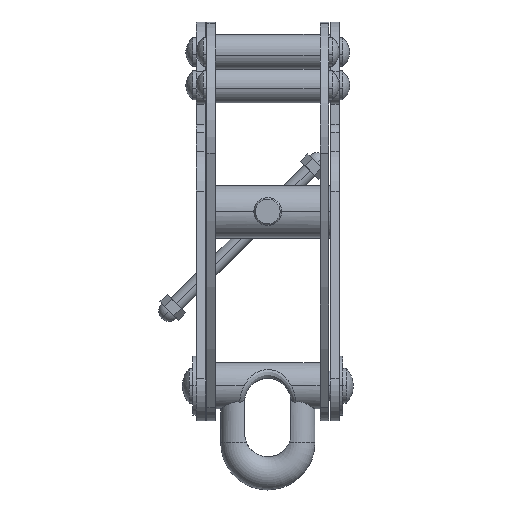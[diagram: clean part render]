
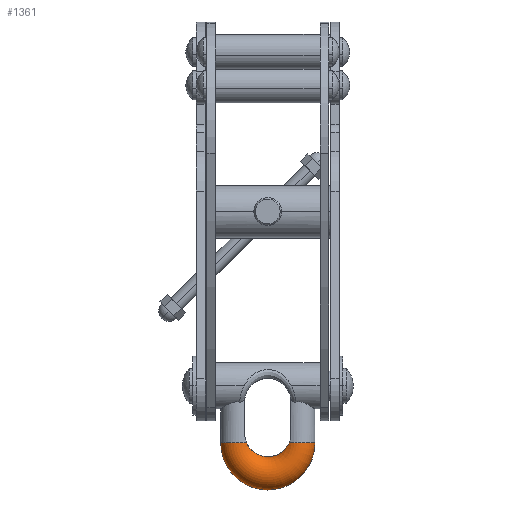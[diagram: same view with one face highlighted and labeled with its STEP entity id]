
A CAD part, top view. The second image highlights one B-rep face of the part: STEP entity #1361.
In plain terms, the highlighted toroidal (fillet/blend) face has major radius 17.5 mm and minor radius 9.5 mm.
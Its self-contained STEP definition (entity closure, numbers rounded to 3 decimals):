
#56 = CARTESIAN_POINT ( 'NONE',  ( 7.53, 38.421, 4.991 ) ) ;
#77 = CIRCLE ( 'NONE', #4708, 9.5 ) ;
#84 = CARTESIAN_POINT ( 'NONE',  ( -12.166, 32.75, 7.861 ) ) ;
#225 = VERTEX_POINT ( 'NONE', #7343 ) ;
#307 = CARTESIAN_POINT ( 'NONE',  ( -17.5, 32.75, 0. ) ) ;
#547 = VERTEX_POINT ( 'NONE', #3450 ) ;
#655 = CARTESIAN_POINT ( 'NONE',  ( -7.511, 38.434, 4.979 ) ) ;
#658 = CARTESIAN_POINT ( 'NONE',  ( 6.435, 39.087, 4.299 ) ) ;
#744 = CARTESIAN_POINT ( 'NONE',  ( 0., 32.75, 0. ) ) ;
#916 = ORIENTED_EDGE ( 'NONE', *, *, #6308, .F. ) ;
#1132 = CIRCLE ( 'NONE', #3309, 27. ) ;
#1197 = CARTESIAN_POINT ( 'NONE',  ( -0.3, 40.747, 0.206 ) ) ;
#1201 = CARTESIAN_POINT ( 'NONE',  ( 12.166, 32.75, 7.861 ) ) ;
#1231 = CARTESIAN_POINT ( 'NONE',  ( -8.789, 37.421, 5.767 ) ) ;
#1235 = CARTESIAN_POINT ( 'NONE',  ( 4.162, 40.094, 2.823 ) ) ;
#1269 = CARTESIAN_POINT ( 'NONE',  ( 9.521, 36.721, 6.213 ) ) ;
#1361 = ADVANCED_FACE ( 'NONE', ( #5008 ), #6362, .T. ) ;
#1492 = ORIENTED_EDGE ( 'NONE', *, *, #7156, .F. ) ;
#1572 = EDGE_CURVE ( 'NONE', #225, #4689, #77, .T. ) ;
#1815 = CARTESIAN_POINT ( 'NONE',  ( -0.75, 40.73, 0.514 ) ) ;
#1872 = CARTESIAN_POINT ( 'NONE',  ( -0.148, 40.75, 0.102 ) ) ;
#1878 = AXIS2_PLACEMENT_3D ( 'NONE', #5292, #5921, #3505 ) ;
#2340 = VERTEX_POINT ( 'NONE', #4029 ) ;
#2412 = CARTESIAN_POINT ( 'NONE',  ( 2.992, 40.422, 2.041 ) ) ;
#2424 = EDGE_CURVE ( 'NONE', #2340, #4689, #5636, .T. ) ;
#2464 = CARTESIAN_POINT ( 'NONE',  ( -2.383, 40.548, 1.629 ) ) ;
#2487 = CARTESIAN_POINT ( 'NONE',  ( 0., 40.75, 0. ) ) ;
#2506 = DIRECTION ( 'NONE',  ( -1., 0., 0. ) ) ;
#2845 = CARTESIAN_POINT ( 'NONE',  ( 0.75, 40.73, 0.515 ) ) ;
#2928 = CARTESIAN_POINT ( 'NONE',  ( 8.803, 37.409, 5.775 ) ) ;
#2989 = CARTESIAN_POINT ( 'NONE',  ( -11.885, 33.4, 7.671 ) ) ;
#2991 = CARTESIAN_POINT ( 'NONE',  ( 1.499, 40.668, 1.027 ) ) ;
#3035 = CARTESIAN_POINT ( 'NONE',  ( -9.745, 36.484, 6.349 ) ) ;
#3309 = AXIS2_PLACEMENT_3D ( 'NONE', #744, #5258, #3996 ) ;
#3388 = ORIENTED_EDGE ( 'NONE', *, *, #6021, .F. ) ;
#3450 = CARTESIAN_POINT ( 'NONE',  ( 27., 32.75, 0. ) ) ;
#3505 = DIRECTION ( 'NONE',  ( 0., 0., 1. ) ) ;
#3522 = CARTESIAN_POINT ( 'NONE',  ( 5.593, 39.516, 3.759 ) ) ;
#3543 = CARTESIAN_POINT ( 'NONE',  ( -5.87, 39.395, 3.939 ) ) ;
#3545 = CARTESIAN_POINT ( 'NONE',  ( 9.046, 37.187, 5.924 ) ) ;
#3557 = CARTESIAN_POINT ( 'NONE',  ( 0., 32.75, 0. ) ) ;
#3565 = CARTESIAN_POINT ( 'NONE',  ( -9.036, 37.197, 5.918 ) ) ;
#3566 = CARTESIAN_POINT ( 'NONE',  ( 1.2, 40.699, 0.822 ) ) ;
#3620 = CARTESIAN_POINT ( 'NONE',  ( -4.719, 39.897, 3.191 ) ) ;
#3679 = CARTESIAN_POINT ( 'NONE',  ( 12.166, 32.75, 7.861 ) ) ;
#3996 = DIRECTION ( 'NONE',  ( -1., 0., 0. ) ) ;
#3997 = ORIENTED_EDGE ( 'NONE', *, *, #1572, .T. ) ;
#4029 = CARTESIAN_POINT ( 'NONE',  ( 0., 40.75, 0. ) ) ;
#4082 = CARTESIAN_POINT ( 'NONE',  ( -0.6, 40.737, 0.412 ) ) ;
#4109 = CARTESIAN_POINT ( 'NONE',  ( 6.713, 38.928, 4.476 ) ) ;
#4383 = CARTESIAN_POINT ( 'NONE',  ( 0.149, 40.75, 0.102 ) ) ;
#4398 = CIRCLE ( 'NONE', #1878, 9.5 ) ;
#4689 = VERTEX_POINT ( 'NONE', #7212 ) ;
#4701 = CARTESIAN_POINT ( 'NONE',  ( -8.035, 38.057, 5.304 ) ) ;
#4708 = AXIS2_PLACEMENT_3D ( 'NONE', #307, #7247, #5526 ) ;
#4746 = CARTESIAN_POINT ( 'NONE',  ( -1.495, 40.669, 1.024 ) ) ;
#5008 = FACE_OUTER_BOUND ( 'NONE', #5811, .T. ) ;
#5230 = CARTESIAN_POINT ( 'NONE',  ( -10.409, 35.726, 6.753 ) ) ;
#5235 = CARTESIAN_POINT ( 'NONE',  ( 11.606, 34.047, 7.481 ) ) ;
#5258 = DIRECTION ( 'NONE',  ( 0., 0., -1. ) ) ;
#5292 = CARTESIAN_POINT ( 'NONE',  ( 17.5, 32.75, 0. ) ) ;
#5300 = CARTESIAN_POINT ( 'NONE',  ( -1.197, 40.699, 0.821 ) ) ;
#5526 = DIRECTION ( 'NONE',  ( 0., 0., 1. ) ) ;
#5613 = ORIENTED_EDGE ( 'NONE', *, *, #2424, .F. ) ;
#5636 = B_SPLINE_CURVE_WITH_KNOTS ( 'NONE', 3,
 ( #5872, #1872, #1197, #4082, #1815, #5300, #4746, #2464, #6423, #5843, #3620, #3543, #6456, #655, #4701, #1231, #3565, #5903, #3035, #5230, #6485, #5821, #2989, #84 ),
 .UNSPECIFIED., .F., .F.,
 ( 4, 2, 2, 2, 2, 2, 2, 2, 2, 2, 2, 4 ),
 ( 0., 0.001, 0.001, 0.002, 0.004, 0.006, 0.009, 0.011, 0.012, 0.013, 0.015, 0.017 ),
 .UNSPECIFIED. ) ;
#5775 = AXIS2_PLACEMENT_3D ( 'NONE', #3557, #7095, #2506 ) ;
#5811 = EDGE_LOOP ( 'NONE', ( #3388, #3997, #5613, #916, #1492 ) ) ;
#5821 = CARTESIAN_POINT ( 'NONE',  ( -11.554, 34.022, 7.459 ) ) ;
#5822 = CARTESIAN_POINT ( 'NONE',  ( 8.053, 38.042, 5.315 ) ) ;
#5843 = CARTESIAN_POINT ( 'NONE',  ( -4.138, 40.102, 2.807 ) ) ;
#5872 = CARTESIAN_POINT ( 'NONE',  ( 0., 40.75, 0. ) ) ;
#5903 = CARTESIAN_POINT ( 'NONE',  ( -9.514, 36.728, 6.209 ) ) ;
#5921 = DIRECTION ( 'NONE',  ( 0., -1., 0. ) ) ;
#5986 = B_SPLINE_CURVE_WITH_KNOTS ( 'NONE', 3,
 ( #1201, #5235, #7043, #6425, #1269, #3545, #2928, #5822, #56, #4109, #658, #7021, #3522, #7074, #1235, #2412, #6488, #2991, #3566, #2845, #6042, #6659, #4383, #2487 ),
 .UNSPECIFIED., .F., .F.,
 ( 4, 2, 2, 2, 2, 2, 2, 2, 2, 2, 2, 4 ),
 ( 0., 0.004, 0.005, 0.006, 0.009, 0.01, 0.011, 0.013, 0.015, 0.016, 0.017, 0.017 ),
 .UNSPECIFIED. ) ;
#6021 = EDGE_CURVE ( 'NONE', #225, #547, #1132, .T. ) ;
#6042 = CARTESIAN_POINT ( 'NONE',  ( 0.601, 40.737, 0.412 ) ) ;
#6308 = EDGE_CURVE ( 'NONE', #7310, #2340, #5986, .T. ) ;
#6362 = TOROIDAL_SURFACE ( 'NONE', #5775, 17.5, 9.5 ) ;
#6423 = CARTESIAN_POINT ( 'NONE',  ( -2.97, 40.427, 2.027 ) ) ;
#6425 = CARTESIAN_POINT ( 'NONE',  ( 9.753, 36.475, 6.354 ) ) ;
#6456 = CARTESIAN_POINT ( 'NONE',  ( -6.429, 39.103, 4.297 ) ) ;
#6485 = CARTESIAN_POINT ( 'NONE',  ( -10.817, 35.183, 7.001 ) ) ;
#6488 = CARTESIAN_POINT ( 'NONE',  ( 2.396, 40.546, 1.638 ) ) ;
#6659 = CARTESIAN_POINT ( 'NONE',  ( 0.3, 40.747, 0.206 ) ) ;
#7021 = CARTESIAN_POINT ( 'NONE',  ( 5.875, 39.381, 3.941 ) ) ;
#7043 = CARTESIAN_POINT ( 'NONE',  ( 10.867, 35.201, 7.031 ) ) ;
#7074 = CARTESIAN_POINT ( 'NONE',  ( 4.74, 39.889, 3.204 ) ) ;
#7095 = DIRECTION ( 'NONE',  ( 0., 0., -1. ) ) ;
#7156 = EDGE_CURVE ( 'NONE', #547, #7310, #4398, .T. ) ;
#7212 = CARTESIAN_POINT ( 'NONE',  ( -12.166, 32.75, 7.861 ) ) ;
#7247 = DIRECTION ( 'NONE',  ( 0., 1., 0. ) ) ;
#7310 = VERTEX_POINT ( 'NONE', #3679 ) ;
#7343 = CARTESIAN_POINT ( 'NONE',  ( -27., 32.75, 0. ) ) ;
